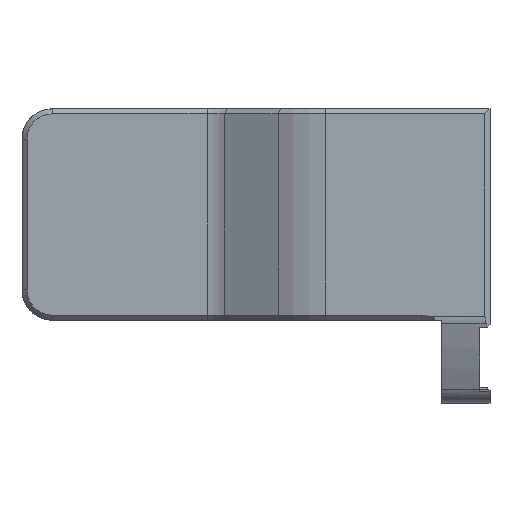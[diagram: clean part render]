
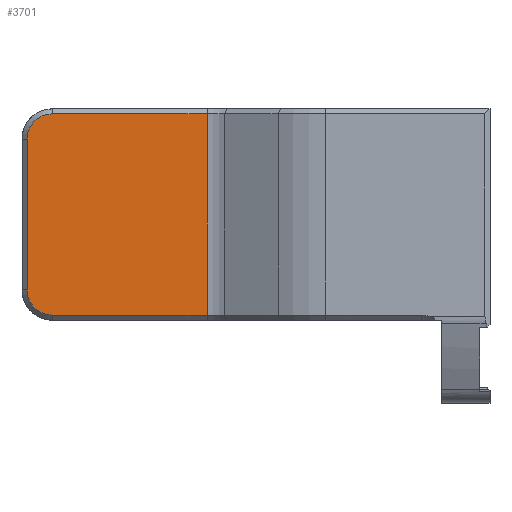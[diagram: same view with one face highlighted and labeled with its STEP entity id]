
A CAD part, top view. The second image highlights one B-rep face of the part: STEP entity #3701.
In plain terms, the highlighted planar face has unit normal (0, 0, 1).
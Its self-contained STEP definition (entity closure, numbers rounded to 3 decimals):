
#47 = DIRECTION ( 'NONE',  ( 1., 0., 0. ) ) ;
#74 = CIRCLE ( 'NONE', #3862, 2.5 ) ;
#152 = DIRECTION ( 'NONE',  ( 0., 0., 1. ) ) ;
#294 = ORIENTED_EDGE ( 'NONE', *, *, #2478, .T. ) ;
#515 = DIRECTION ( 'NONE',  ( 0., 1., 0. ) ) ;
#520 = AXIS2_PLACEMENT_3D ( 'NONE', #4060, #152, #1917 ) ;
#532 = DIRECTION ( 'NONE',  ( 0., 1., 0. ) ) ;
#667 = CARTESIAN_POINT ( 'NONE',  ( 3., -10., 11.986 ) ) ;
#852 = CARTESIAN_POINT ( 'NONE',  ( 0.5, 7.5, 11.986 ) ) ;
#950 = PLANE ( 'NONE',  #2676 ) ;
#1179 = VECTOR ( 'NONE', #47, 1000. ) ;
#1187 = ORIENTED_EDGE ( 'NONE', *, *, #3929, .T. ) ;
#1210 = DIRECTION ( 'NONE',  ( 0., -1., 0. ) ) ;
#1557 = ORIENTED_EDGE ( 'NONE', *, *, #1783, .T. ) ;
#1654 = CARTESIAN_POINT ( 'NONE',  ( 3., -10., 11.986 ) ) ;
#1673 = DIRECTION ( 'NONE',  ( 0., 0., 1. ) ) ;
#1681 = DIRECTION ( 'NONE',  ( 0., 0., -1. ) ) ;
#1783 = EDGE_CURVE ( 'NONE', #2824, #2874, #2964, .T. ) ;
#1819 = VERTEX_POINT ( 'NONE', #2334 ) ;
#1917 = DIRECTION ( 'NONE',  ( -1., 0., 0. ) ) ;
#1964 = CARTESIAN_POINT ( 'NONE',  ( 19.33, -17.24, 11.986 ) ) ;
#2218 = EDGE_CURVE ( 'NONE', #3989, #1819, #74, .T. ) ;
#2263 = EDGE_LOOP ( 'NONE', ( #1557, #3779, #3984, #1187, #2839, #294 ) ) ;
#2264 = CARTESIAN_POINT ( 'NONE',  ( 18.392, 10.5, 11.986 ) ) ;
#2312 = FACE_OUTER_BOUND ( 'NONE', #2263, .T. ) ;
#2334 = CARTESIAN_POINT ( 'NONE',  ( 0.5, 7.5, 11.986 ) ) ;
#2355 = DIRECTION ( 'NONE',  ( -1., 0., 0. ) ) ;
#2478 = EDGE_CURVE ( 'NONE', #3186, #2824, #3863, .T. ) ;
#2553 = LINE ( 'NONE', #2953, #4397 ) ;
#2588 = VECTOR ( 'NONE', #515, 1000. ) ;
#2676 = AXIS2_PLACEMENT_3D ( 'NONE', #1964, #1681, #2355 ) ;
#2735 = CARTESIAN_POINT ( 'NONE',  ( 3., 7.5, 11.986 ) ) ;
#2824 = VERTEX_POINT ( 'NONE', #4264 ) ;
#2839 = ORIENTED_EDGE ( 'NONE', *, *, #3540, .T. ) ;
#2874 = VERTEX_POINT ( 'NONE', #4581 ) ;
#2953 = CARTESIAN_POINT ( 'NONE',  ( 18.392, 10., 11.986 ) ) ;
#2964 = LINE ( 'NONE', #2264, #2588 ) ;
#3186 = VERTEX_POINT ( 'NONE', #1654 ) ;
#3293 = LINE ( 'NONE', #852, #3501 ) ;
#3309 = VERTEX_POINT ( 'NONE', #4163 ) ;
#3312 = CARTESIAN_POINT ( 'NONE',  ( 3., 10., 11.986 ) ) ;
#3355 = CIRCLE ( 'NONE', #520, 2.5 ) ;
#3501 = VECTOR ( 'NONE', #1210, 1000. ) ;
#3540 = EDGE_CURVE ( 'NONE', #3309, #3186, #3355, .T. ) ;
#3701 = ADVANCED_FACE ( 'NONE', ( #2312 ), #950, .F. ) ;
#3779 = ORIENTED_EDGE ( 'NONE', *, *, #4405, .T. ) ;
#3862 = AXIS2_PLACEMENT_3D ( 'NONE', #2735, #1673, #532 ) ;
#3863 = LINE ( 'NONE', #667, #1179 ) ;
#3929 = EDGE_CURVE ( 'NONE', #1819, #3309, #3293, .T. ) ;
#3984 = ORIENTED_EDGE ( 'NONE', *, *, #2218, .T. ) ;
#3989 = VERTEX_POINT ( 'NONE', #3312 ) ;
#4060 = CARTESIAN_POINT ( 'NONE',  ( 3., -7.5, 11.986 ) ) ;
#4163 = CARTESIAN_POINT ( 'NONE',  ( 0.5, -7.5, 11.986 ) ) ;
#4264 = CARTESIAN_POINT ( 'NONE',  ( 18.392, -10., 11.986 ) ) ;
#4335 = DIRECTION ( 'NONE',  ( -1., 0., 0. ) ) ;
#4397 = VECTOR ( 'NONE', #4335, 1000. ) ;
#4405 = EDGE_CURVE ( 'NONE', #2874, #3989, #2553, .T. ) ;
#4581 = CARTESIAN_POINT ( 'NONE',  ( 18.392, 10., 11.986 ) ) ;
